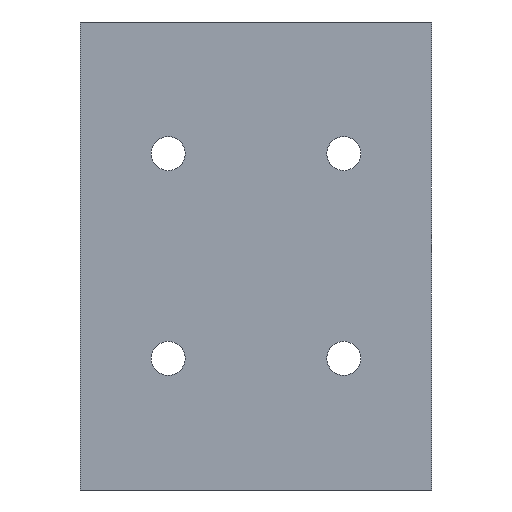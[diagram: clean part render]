
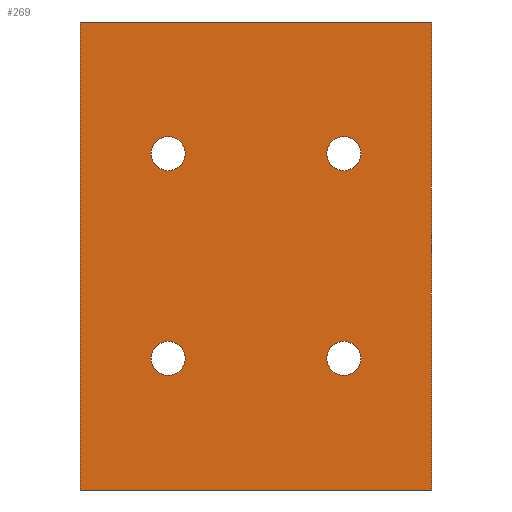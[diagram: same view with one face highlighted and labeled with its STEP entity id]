
A CAD part, front view. The second image highlights one B-rep face of the part: STEP entity #269.
In plain terms, the highlighted planar face has unit normal (0, -1, 0).
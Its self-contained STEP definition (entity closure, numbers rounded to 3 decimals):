
#15=FACE_BOUND('',#52,.T.);
#16=FACE_BOUND('',#53,.T.);
#17=FACE_BOUND('',#54,.T.);
#18=FACE_BOUND('',#55,.T.);
#27=PLANE('',#319);
#39=FACE_OUTER_BOUND('',#51,.T.);
#51=EDGE_LOOP('',(#215,#216,#217,#218));
#52=EDGE_LOOP('',(#219));
#53=EDGE_LOOP('',(#220));
#54=EDGE_LOOP('',(#221));
#55=EDGE_LOOP('',(#222));
#75=LINE('',#457,#93);
#76=LINE('',#459,#94);
#77=LINE('',#461,#95);
#78=LINE('',#462,#96);
#93=VECTOR('',#383,10.);
#94=VECTOR('',#384,10.);
#95=VECTOR('',#385,10.);
#96=VECTOR('',#386,10.);
#107=CIRCLE('',#298,2.9);
#110=CIRCLE('',#302,2.9);
#113=CIRCLE('',#306,2.9);
#116=CIRCLE('',#310,2.9);
#125=VERTEX_POINT('',#411);
#128=VERTEX_POINT('',#419);
#131=VERTEX_POINT('',#427);
#134=VERTEX_POINT('',#435);
#141=VERTEX_POINT('',#455);
#142=VERTEX_POINT('',#456);
#143=VERTEX_POINT('',#458);
#144=VERTEX_POINT('',#460);
#152=EDGE_CURVE('',#125,#125,#107,.T.);
#156=EDGE_CURVE('',#128,#128,#110,.T.);
#160=EDGE_CURVE('',#131,#131,#113,.T.);
#164=EDGE_CURVE('',#134,#134,#116,.T.);
#173=EDGE_CURVE('',#141,#142,#75,.T.);
#174=EDGE_CURVE('',#142,#143,#76,.T.);
#175=EDGE_CURVE('',#144,#143,#77,.T.);
#176=EDGE_CURVE('',#141,#144,#78,.T.);
#215=ORIENTED_EDGE('',*,*,#173,.T.);
#216=ORIENTED_EDGE('',*,*,#174,.T.);
#217=ORIENTED_EDGE('',*,*,#175,.F.);
#218=ORIENTED_EDGE('',*,*,#176,.F.);
#219=ORIENTED_EDGE('',*,*,#152,.T.);
#220=ORIENTED_EDGE('',*,*,#156,.T.);
#221=ORIENTED_EDGE('',*,*,#160,.T.);
#222=ORIENTED_EDGE('',*,*,#164,.T.);
#269=ADVANCED_FACE('',(#39,#15,#16,#17,#18),#27,.T.);
#298=AXIS2_PLACEMENT_3D('',#413,#334,#335);
#302=AXIS2_PLACEMENT_3D('',#421,#343,#344);
#306=AXIS2_PLACEMENT_3D('',#429,#352,#353);
#310=AXIS2_PLACEMENT_3D('',#437,#361,#362);
#319=AXIS2_PLACEMENT_3D('',#454,#381,#382);
#334=DIRECTION('center_axis',(0.,1.,0.));
#335=DIRECTION('ref_axis',(1.,0.,0.));
#343=DIRECTION('center_axis',(0.,1.,0.));
#344=DIRECTION('ref_axis',(1.,0.,0.));
#352=DIRECTION('center_axis',(0.,1.,0.));
#353=DIRECTION('ref_axis',(1.,0.,0.));
#361=DIRECTION('center_axis',(0.,1.,0.));
#362=DIRECTION('ref_axis',(1.,0.,0.));
#381=DIRECTION('center_axis',(0.,-1.,0.));
#382=DIRECTION('ref_axis',(0.,0.,-1.));
#383=DIRECTION('',(0.,0.,-1.));
#384=DIRECTION('',(1.,0.,0.));
#385=DIRECTION('',(0.,0.,-1.));
#386=DIRECTION('',(1.,0.,0.));
#411=CARTESIAN_POINT('',(12.1,0.,-57.5));
#413=CARTESIAN_POINT('Origin',(15.,0.,-57.5));
#419=CARTESIAN_POINT('',(42.1,0.,-22.5));
#421=CARTESIAN_POINT('Origin',(45.,0.,-22.5));
#427=CARTESIAN_POINT('',(12.1,0.,-22.5));
#429=CARTESIAN_POINT('Origin',(15.,0.,-22.5));
#435=CARTESIAN_POINT('',(42.1,0.,-57.5));
#437=CARTESIAN_POINT('Origin',(45.,0.,-57.5));
#454=CARTESIAN_POINT('Origin',(0.,0.,0.));
#455=CARTESIAN_POINT('',(0.,0.,0.));
#456=CARTESIAN_POINT('',(0.,0.,-80.));
#457=CARTESIAN_POINT('',(0.,0.,0.));
#458=CARTESIAN_POINT('',(60.,0.,-80.));
#459=CARTESIAN_POINT('',(0.,0.,-80.));
#460=CARTESIAN_POINT('',(60.,0.,0.));
#461=CARTESIAN_POINT('',(60.,0.,0.));
#462=CARTESIAN_POINT('',(0.,0.,0.));
